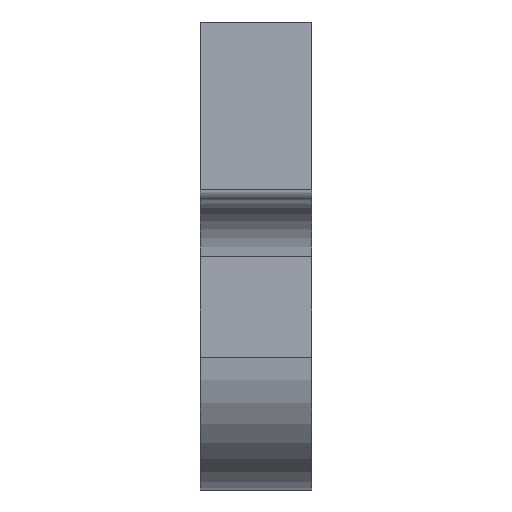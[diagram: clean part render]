
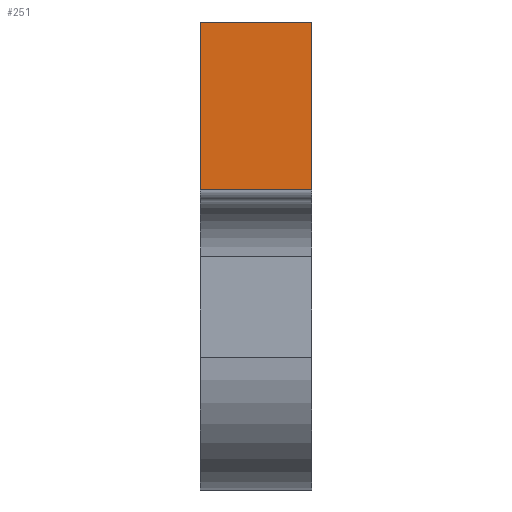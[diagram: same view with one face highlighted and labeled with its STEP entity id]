
A CAD part, left-side view. The second image highlights one B-rep face of the part: STEP entity #251.
In plain terms, the highlighted planar face has unit normal (-1, 0, 0).
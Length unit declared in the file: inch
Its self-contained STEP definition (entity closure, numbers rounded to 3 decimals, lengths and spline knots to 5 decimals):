
#36 = ORIENTED_EDGE ( 'NONE', *, *, #1441, .F. ) ;
#157 = LINE ( 'NONE', #478, #1058 ) ;
#229 = DIRECTION ( 'NONE',  ( 0., -1., 0. ) ) ;
#233 = CARTESIAN_POINT ( 'NONE',  ( -0.65, 0.25, 0.375 ) ) ;
#239 = LINE ( 'NONE', #751, #1399 ) ;
#251 = ADVANCED_FACE ( 'NONE', ( #723 ), #577, .F. ) ;
#275 = VERTEX_POINT ( 'NONE', #571 ) ;
#309 = VECTOR ( 'NONE', #229, 39.37008 ) ;
#310 = AXIS2_PLACEMENT_3D ( 'NONE', #657, #567, #566 ) ;
#354 = DIRECTION ( 'NONE',  ( 0., 0., 1. ) ) ;
#357 = EDGE_CURVE ( 'NONE', #1172, #465, #1202, .T. ) ;
#369 = ORIENTED_EDGE ( 'NONE', *, *, #881, .T. ) ;
#401 = CARTESIAN_POINT ( 'NONE',  ( -0.65, 0.25, 0.375 ) ) ;
#414 = CARTESIAN_POINT ( 'NONE',  ( -0.65, 0., 0.75 ) ) ;
#455 = DIRECTION ( 'NONE',  ( 0., -1., 0. ) ) ;
#465 = VERTEX_POINT ( 'NONE', #997 ) ;
#478 = CARTESIAN_POINT ( 'NONE',  ( -0.65, 0., 0.35 ) ) ;
#566 = DIRECTION ( 'NONE',  ( 0., 0., -1. ) ) ;
#567 = DIRECTION ( 'NONE',  ( 1., 0., 0. ) ) ;
#571 = CARTESIAN_POINT ( 'NONE',  ( -0.65, 0.25, 0.75 ) ) ;
#577 = PLANE ( 'NONE',  #310 ) ;
#604 = ORIENTED_EDGE ( 'NONE', *, *, #357, .T. ) ;
#606 = EDGE_LOOP ( 'NONE', ( #957, #604, #369, #36 ) ) ;
#657 = CARTESIAN_POINT ( 'NONE',  ( -0.65, 0.25, 0.35 ) ) ;
#720 = VERTEX_POINT ( 'NONE', #414 ) ;
#723 = FACE_OUTER_BOUND ( 'NONE', #606, .T. ) ;
#751 = CARTESIAN_POINT ( 'NONE',  ( -0.65, 0.25, 0.35 ) ) ;
#881 = EDGE_CURVE ( 'NONE', #465, #720, #157, .T. ) ;
#957 = ORIENTED_EDGE ( 'NONE', *, *, #1239, .F. ) ;
#997 = CARTESIAN_POINT ( 'NONE',  ( -0.65, 0., 0.375 ) ) ;
#1058 = VECTOR ( 'NONE', #354, 39.37008 ) ;
#1109 = LINE ( 'NONE', #1256, #1418 ) ;
#1172 = VERTEX_POINT ( 'NONE', #401 ) ;
#1202 = LINE ( 'NONE', #233, #309 ) ;
#1239 = EDGE_CURVE ( 'NONE', #1172, #275, #239, .T. ) ;
#1256 = CARTESIAN_POINT ( 'NONE',  ( -0.65, 0.25, 0.75 ) ) ;
#1399 = VECTOR ( 'NONE', #1459, 39.37008 ) ;
#1418 = VECTOR ( 'NONE', #455, 39.37008 ) ;
#1441 = EDGE_CURVE ( 'NONE', #275, #720, #1109, .T. ) ;
#1459 = DIRECTION ( 'NONE',  ( 0., 0., 1. ) ) ;
